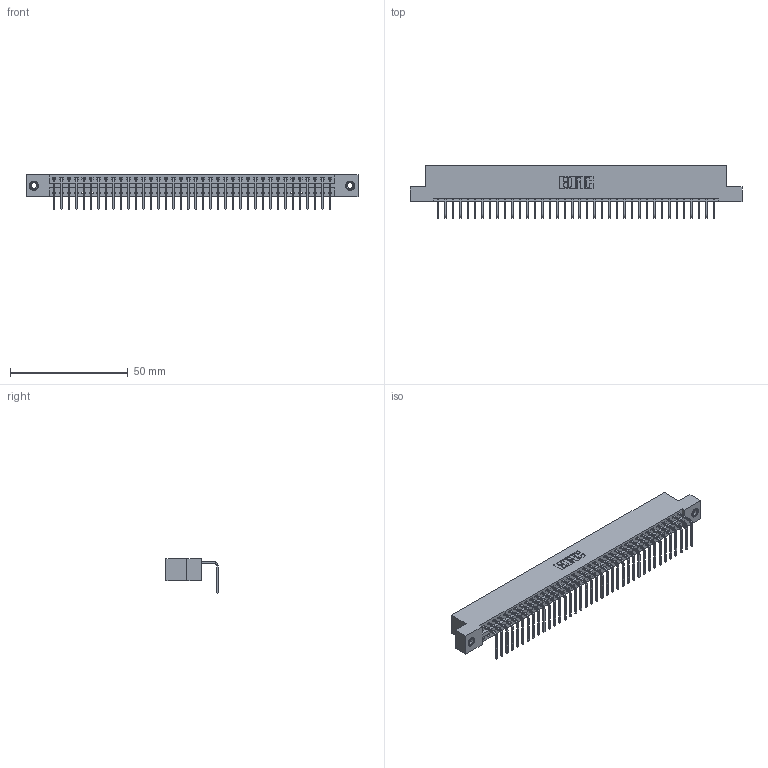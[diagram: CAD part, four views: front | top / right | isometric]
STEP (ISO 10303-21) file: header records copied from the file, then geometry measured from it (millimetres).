
FILE_DESCRIPTION (( 'STEP AP203' ), '1' );
FILE_NAME ('396-038-558-107.STEP', '2019-11-01T07:34:15', ( '' ), ( '' ), 'SwSTEP 2.0', 'SolidWorks 2016', '' );
FILE_SCHEMA (( 'CONFIG_CONTROL_DESIGN' ));
Length unit declared in the file: inch
Products named in the file (4): 346 Part_Flush Mounting Lugs - 0.156 Dia-TI; 345-292-001_558 Tail - 2; 345-250-001_345-250-005-103; 396-038-558-107
Assembly tree (41 placements, depth 2):
  396-038-558-107
    346 Part_Flush Mounting Lugs - 0.156 Dia-TI
    345-292-001_558 Tail - 2  x38
    345-250-001_345-250-005-103  x2
Bounding box: 141.22 x 22.16 x 14.73 mm (x, y, z)
Volume: 13603.8 mm3; surface area: 17749.8 mm2
Topology: 41 solids, 41 shells, 2462 faces, 7381 edges, 4862 vertices
Faces by surface type: plane 1704, cylinder 742, cone 12, torus 4
Entity records: 25392 total; most frequent: CARTESIAN_POINT 4337, ORIENTED_EDGE 4302, DIRECTION 3857, EDGE_CURVE 2151, VECTOR 1847, LINE 1847, VERTEX_POINT 1428, AXIS2_PLACEMENT_3D 1005
